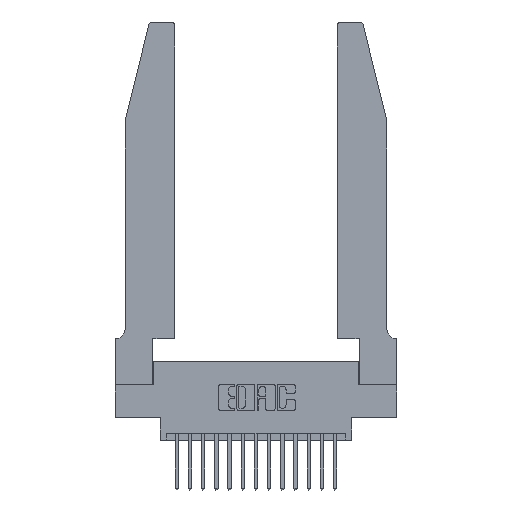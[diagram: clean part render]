
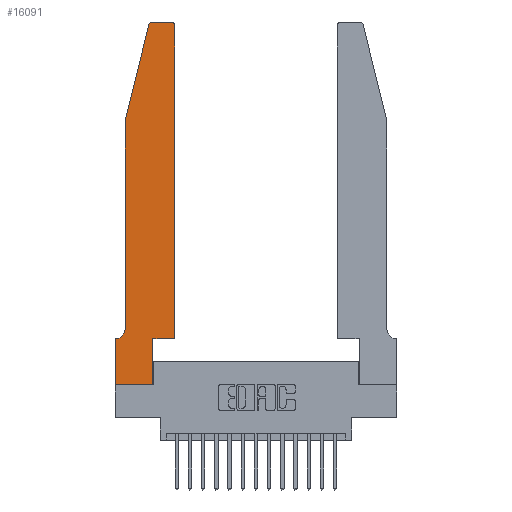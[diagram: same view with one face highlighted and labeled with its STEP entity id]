
A CAD part, top view. The second image highlights one B-rep face of the part: STEP entity #16091.
In plain terms, the highlighted planar face has unit normal (0, 0, 1).
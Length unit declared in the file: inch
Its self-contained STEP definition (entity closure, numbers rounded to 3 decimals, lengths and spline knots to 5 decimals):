
#119 = ORIENTED_EDGE ( 'NONE', *, *, #5834, .T. ) ;
#234 = CARTESIAN_POINT ( 'NONE',  ( 0.4205, 2.75, 0.37 ) ) ;
#436 = CARTESIAN_POINT ( 'NONE',  ( 0.4505, 0.35, 0.37 ) ) ;
#613 = CARTESIAN_POINT ( 'NONE',  ( 0.4505, 0.35, 0.37 ) ) ;
#916 = ORIENTED_EDGE ( 'NONE', *, *, #10466, .T. ) ;
#931 = CIRCLE ( 'NONE', #6738, 0.03 ) ;
#1001 = CARTESIAN_POINT ( 'NONE',  ( 0., 0., 0.37 ) ) ;
#1279 = CARTESIAN_POINT ( 'NONE',  ( 0.0055, 0.35, 0.37 ) ) ;
#1325 = PLANE ( 'NONE',  #18341 ) ;
#1478 = DIRECTION ( 'NONE',  ( -1., 0., 0. ) ) ;
#1739 = DIRECTION ( 'NONE',  ( 0., -1., 0. ) ) ;
#1763 = CARTESIAN_POINT ( 'NONE',  ( 0.2865, 0., 0.37 ) ) ;
#1782 = DIRECTION ( 'NONE',  ( 1., 0., 0. ) ) ;
#1921 = LINE ( 'NONE', #8938, #6936 ) ;
#2086 = ORIENTED_EDGE ( 'NONE', *, *, #14203, .T. ) ;
#2451 = ORIENTED_EDGE ( 'NONE', *, *, #16479, .T. ) ;
#2812 = ORIENTED_EDGE ( 'NONE', *, *, #13219, .T. ) ;
#3199 = EDGE_CURVE ( 'NONE', #13533, #13302, #10983, .T. ) ;
#3206 = CIRCLE ( 'NONE', #3456, 0.03 ) ;
#3234 = EDGE_CURVE ( 'NONE', #15557, #13533, #17004, .T. ) ;
#3325 = ORIENTED_EDGE ( 'NONE', *, *, #3199, .T. ) ;
#3397 = LINE ( 'NONE', #6816, #6122 ) ;
#3456 = AXIS2_PLACEMENT_3D ( 'NONE', #16151, #13929, #11672 ) ;
#3882 = EDGE_CURVE ( 'NONE', #9146, #4034, #5519, .T. ) ;
#4005 = EDGE_CURVE ( 'NONE', #4034, #12850, #931, .T. ) ;
#4034 = VERTEX_POINT ( 'NONE', #17921 ) ;
#4106 = ORIENTED_EDGE ( 'NONE', *, *, #12102, .T. ) ;
#4418 = DIRECTION ( 'NONE',  ( 0., 0., 1. ) ) ;
#4440 = CARTESIAN_POINT ( 'NONE',  ( 0.0055, 0.42, 0.37 ) ) ;
#4624 = VECTOR ( 'NONE', #14251, 39.37008 ) ;
#4631 = CARTESIAN_POINT ( 'NONE',  ( 0.0755, 0.42, 0.37 ) ) ;
#4800 = AXIS2_PLACEMENT_3D ( 'NONE', #4440, #8756, #1478 ) ;
#4840 = LINE ( 'NONE', #6210, #16083 ) ;
#5028 = EDGE_LOOP ( 'NONE', ( #5755, #10204, #4106, #17038, #3325, #17915, #119, #2812, #2451, #8900, #916, #2086 ) ) ;
#5034 = DIRECTION ( 'NONE',  ( -0.239, -0.971, 0. ) ) ;
#5333 = CARTESIAN_POINT ( 'NONE',  ( 0.25487, 2.72718, 0.37 ) ) ;
#5519 = LINE ( 'NONE', #7012, #4624 ) ;
#5556 = VECTOR ( 'NONE', #5034, 39.37008 ) ;
#5755 = ORIENTED_EDGE ( 'NONE', *, *, #3882, .T. ) ;
#5834 = EDGE_CURVE ( 'NONE', #6834, #16452, #3397, .T. ) ;
#6107 = LINE ( 'NONE', #436, #10414 ) ;
#6122 = VECTOR ( 'NONE', #6881, 39.37008 ) ;
#6210 = CARTESIAN_POINT ( 'NONE',  ( 0., 0., 0.37 ) ) ;
#6596 = VECTOR ( 'NONE', #9605, 39.37008 ) ;
#6630 = VERTEX_POINT ( 'NONE', #1763 ) ;
#6738 = AXIS2_PLACEMENT_3D ( 'NONE', #9041, #13461, #1782 ) ;
#6816 = CARTESIAN_POINT ( 'NONE',  ( 0., 0., 0.37 ) ) ;
#6834 = VERTEX_POINT ( 'NONE', #6904 ) ;
#6881 = DIRECTION ( 'NONE',  ( 0., -1., 0. ) ) ;
#6904 = CARTESIAN_POINT ( 'NONE',  ( 0., 0.35, 0.37 ) ) ;
#6936 = VECTOR ( 'NONE', #8878, 39.37008 ) ;
#6949 = EDGE_CURVE ( 'NONE', #18035, #8315, #6107, .T. ) ;
#7012 = CARTESIAN_POINT ( 'NONE',  ( 0.2605, 2.75, 0.37 ) ) ;
#8315 = VERTEX_POINT ( 'NONE', #613 ) ;
#8756 = DIRECTION ( 'NONE',  ( 0., 0., -1. ) ) ;
#8878 = DIRECTION ( 'NONE',  ( -1., 0., 0. ) ) ;
#8900 = ORIENTED_EDGE ( 'NONE', *, *, #6949, .T. ) ;
#8938 = CARTESIAN_POINT ( 'NONE',  ( 0.0755, 0.35, 0.37 ) ) ;
#9041 = CARTESIAN_POINT ( 'NONE',  ( 0.284, 2.72, 0.37 ) ) ;
#9146 = VERTEX_POINT ( 'NONE', #234 ) ;
#9188 = EDGE_CURVE ( 'NONE', #13302, #6834, #1921, .T. ) ;
#9321 = DIRECTION ( 'NONE',  ( 1., 0., 0. ) ) ;
#9605 = DIRECTION ( 'NONE',  ( 0., 1., 0. ) ) ;
#9794 = CARTESIAN_POINT ( 'NONE',  ( 0.2865, 0.35, 0.37 ) ) ;
#10121 = VECTOR ( 'NONE', #16712, 39.37008 ) ;
#10204 = ORIENTED_EDGE ( 'NONE', *, *, #4005, .T. ) ;
#10414 = VECTOR ( 'NONE', #18309, 39.37008 ) ;
#10466 = EDGE_CURVE ( 'NONE', #8315, #11738, #14520, .T. ) ;
#10613 = FACE_OUTER_BOUND ( 'NONE', #5028, .T. ) ;
#10983 = CIRCLE ( 'NONE', #4800, 0.07 ) ;
#11672 = DIRECTION ( 'NONE',  ( 1., 0., 0. ) ) ;
#11738 = VERTEX_POINT ( 'NONE', #17118 ) ;
#12102 = EDGE_CURVE ( 'NONE', #12850, #15557, #14731, .T. ) ;
#12850 = VERTEX_POINT ( 'NONE', #5333 ) ;
#13019 = CARTESIAN_POINT ( 'NONE',  ( 0., 0.35, 0.37 ) ) ;
#13219 = EDGE_CURVE ( 'NONE', #16452, #6630, #4840, .T. ) ;
#13302 = VERTEX_POINT ( 'NONE', #1279 ) ;
#13461 = DIRECTION ( 'NONE',  ( 0., 0., 1. ) ) ;
#13533 = VERTEX_POINT ( 'NONE', #4631 ) ;
#13929 = DIRECTION ( 'NONE',  ( 0., 0., 1. ) ) ;
#14203 = EDGE_CURVE ( 'NONE', #11738, #9146, #3206, .T. ) ;
#14251 = DIRECTION ( 'NONE',  ( -1., 0., 0. ) ) ;
#14471 = VECTOR ( 'NONE', #1739, 39.37008 ) ;
#14520 = LINE ( 'NONE', #16841, #10121 ) ;
#14731 = LINE ( 'NONE', #16664, #5556 ) ;
#15315 = CARTESIAN_POINT ( 'NONE',  ( 0.2865, 0.35, 0.37 ) ) ;
#15557 = VERTEX_POINT ( 'NONE', #17259 ) ;
#15565 = LINE ( 'NONE', #9794, #6596 ) ;
#16083 = VECTOR ( 'NONE', #9321, 39.37008 ) ;
#16091 = ADVANCED_FACE ( 'NONE', ( #10613 ), #1325, .T. ) ;
#16151 = CARTESIAN_POINT ( 'NONE',  ( 0.4205, 2.72, 0.37 ) ) ;
#16416 = CARTESIAN_POINT ( 'NONE',  ( 0.0755, 2., 0.37 ) ) ;
#16452 = VERTEX_POINT ( 'NONE', #1001 ) ;
#16479 = EDGE_CURVE ( 'NONE', #6630, #18035, #15565, .T. ) ;
#16664 = CARTESIAN_POINT ( 'NONE',  ( 0.0755, 2., 0.37 ) ) ;
#16712 = DIRECTION ( 'NONE',  ( 0., 1., 0. ) ) ;
#16841 = CARTESIAN_POINT ( 'NONE',  ( 0.4505, 0.35, 0.37 ) ) ;
#17004 = LINE ( 'NONE', #16416, #14471 ) ;
#17038 = ORIENTED_EDGE ( 'NONE', *, *, #3234, .T. ) ;
#17118 = CARTESIAN_POINT ( 'NONE',  ( 0.4505, 2.72, 0.37 ) ) ;
#17259 = CARTESIAN_POINT ( 'NONE',  ( 0.0755, 2., 0.37 ) ) ;
#17421 = DIRECTION ( 'NONE',  ( 1., 0., 0. ) ) ;
#17915 = ORIENTED_EDGE ( 'NONE', *, *, #9188, .T. ) ;
#17921 = CARTESIAN_POINT ( 'NONE',  ( 0.284, 2.75, 0.37 ) ) ;
#18035 = VERTEX_POINT ( 'NONE', #15315 ) ;
#18309 = DIRECTION ( 'NONE',  ( 1., 0., 0. ) ) ;
#18341 = AXIS2_PLACEMENT_3D ( 'NONE', #13019, #4418, #17421 ) ;
